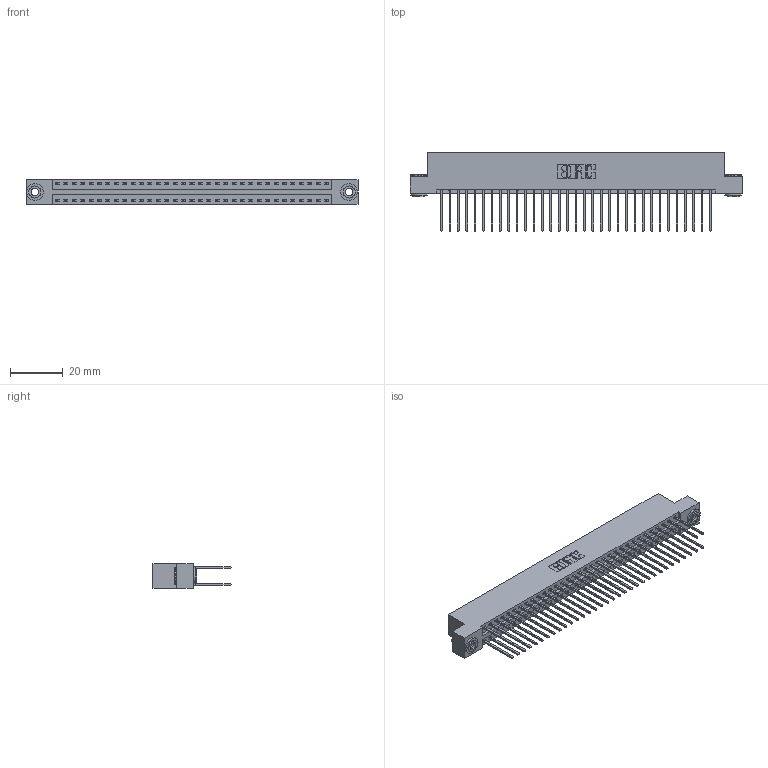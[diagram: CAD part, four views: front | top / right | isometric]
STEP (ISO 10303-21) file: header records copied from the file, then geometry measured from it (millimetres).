
FILE_DESCRIPTION (( 'STEP AP203' ), '1' );
FILE_NAME ('396-066-540-203.STEP', '2019-10-30T18:16:50', ( '' ), ( '' ), 'SwSTEP 2.0', 'SolidWorks 2016', '' );
FILE_SCHEMA (( 'CONFIG_CONTROL_DESIGN' ));
Length unit declared in the file: inch
Products named in the file (4): 396-066-540-203; 346 Part_Flush Mounting Lugs - 0.156 Dia-TH; 345-250-002_345-250-002-102; 345-292-001_345-293-140
Assembly tree (69 placements, depth 2):
  396-066-540-203
    346 Part_Flush Mounting Lugs - 0.156 Dia-TH
    345-292-001_345-293-140  x66
    345-250-002_345-250-002-102  x2
Bounding box: 125.35 x 29.46 x 9.4 mm (x, y, z)
Volume: 12422.8 mm3; surface area: 18332.1 mm2
Topology: 69 solids, 69 shells, 3592 faces, 10635 edges, 6998 vertices
Faces by surface type: plane 2396, cylinder 1188, cone 8
Entity records: 23416 total; most frequent: CARTESIAN_POINT 3847, ORIENTED_EDGE 3774, DIRECTION 3473, EDGE_CURVE 1887, LINE 1599, VECTOR 1599, VERTEX_POINT 1254, AXIS2_PLACEMENT_3D 937
